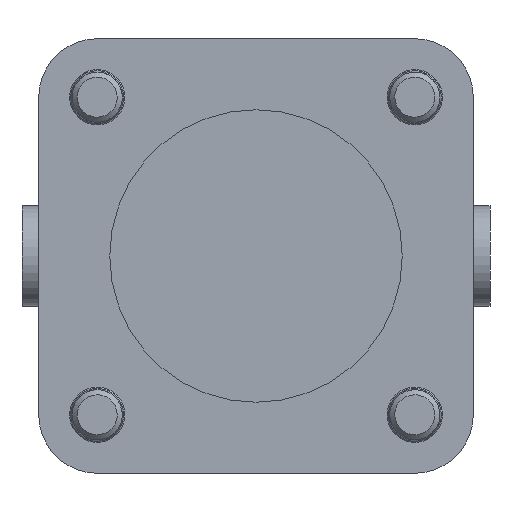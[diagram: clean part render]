
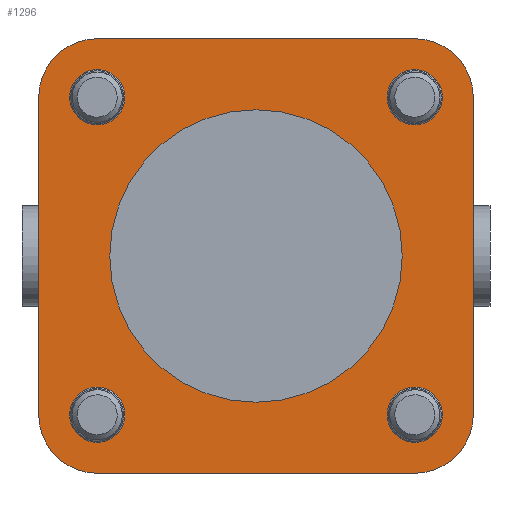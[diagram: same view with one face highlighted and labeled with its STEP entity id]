
A CAD part, front view. The second image highlights one B-rep face of the part: STEP entity #1296.
In plain terms, the highlighted face is planar.
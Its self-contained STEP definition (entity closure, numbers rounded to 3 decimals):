
#227=VECTOR('',#1560,1.);
#228=VECTOR('',#1563,1.);
#229=VECTOR('',#1566,1.);
#230=VECTOR('',#1569,1.);
#323=LINE('',#1917,#227);
#324=LINE('',#1921,#228);
#325=LINE('',#1925,#229);
#326=LINE('',#1929,#230);
#405=VERTEX_POINT('',#1822);
#406=VERTEX_POINT('',#1824);
#443=VERTEX_POINT('',#1915);
#444=VERTEX_POINT('',#1916);
#445=VERTEX_POINT('',#1918);
#446=VERTEX_POINT('',#1920);
#447=VERTEX_POINT('',#1922);
#448=VERTEX_POINT('',#1924);
#449=VERTEX_POINT('',#1926);
#450=VERTEX_POINT('',#1928);
#451=VERTEX_POINT('',#1931);
#452=VERTEX_POINT('',#1932);
#453=VERTEX_POINT('',#1934);
#454=VERTEX_POINT('',#1935);
#455=VERTEX_POINT('',#1937);
#456=VERTEX_POINT('',#1938);
#457=VERTEX_POINT('',#1940);
#458=VERTEX_POINT('',#1941);
#527=CIRCLE('',#1353,17.5);
#536=CIRCLE('',#1372,7.);
#537=CIRCLE('',#1373,7.);
#538=CIRCLE('',#1374,7.);
#539=CIRCLE('',#1375,7.);
#540=CIRCLE('',#1376,3.3);
#541=CIRCLE('',#1377,3.3);
#542=CIRCLE('',#1378,3.3);
#543=CIRCLE('',#1379,3.3);
#591=EDGE_CURVE('',#406,#405,#527,.T.);
#592=EDGE_CURVE('',#405,#406,#527,.T.);
#637=EDGE_CURVE('',#443,#444,#536,.T.);
#638=EDGE_CURVE('',#445,#443,#323,.T.);
#639=EDGE_CURVE('',#446,#445,#537,.T.);
#640=EDGE_CURVE('',#447,#446,#324,.T.);
#641=EDGE_CURVE('',#448,#447,#538,.T.);
#642=EDGE_CURVE('',#449,#448,#325,.T.);
#643=EDGE_CURVE('',#450,#449,#539,.T.);
#644=EDGE_CURVE('',#444,#450,#326,.T.);
#645=EDGE_CURVE('',#451,#452,#540,.T.);
#646=EDGE_CURVE('',#452,#451,#540,.T.);
#647=EDGE_CURVE('',#453,#454,#541,.T.);
#648=EDGE_CURVE('',#454,#453,#541,.T.);
#649=EDGE_CURVE('',#455,#456,#542,.T.);
#650=EDGE_CURVE('',#456,#455,#542,.T.);
#651=EDGE_CURVE('',#457,#458,#543,.T.);
#652=EDGE_CURVE('',#458,#457,#543,.T.);
#833=ORIENTED_EDGE('',*,*,#591,.T.);
#834=ORIENTED_EDGE('',*,*,#592,.T.);
#835=ORIENTED_EDGE('',*,*,#637,.F.);
#836=ORIENTED_EDGE('',*,*,#638,.F.);
#837=ORIENTED_EDGE('',*,*,#639,.F.);
#838=ORIENTED_EDGE('',*,*,#640,.F.);
#839=ORIENTED_EDGE('',*,*,#641,.F.);
#840=ORIENTED_EDGE('',*,*,#642,.F.);
#841=ORIENTED_EDGE('',*,*,#643,.F.);
#842=ORIENTED_EDGE('',*,*,#644,.F.);
#843=ORIENTED_EDGE('',*,*,#645,.T.);
#844=ORIENTED_EDGE('',*,*,#646,.T.);
#845=ORIENTED_EDGE('',*,*,#647,.T.);
#846=ORIENTED_EDGE('',*,*,#648,.T.);
#847=ORIENTED_EDGE('',*,*,#649,.T.);
#848=ORIENTED_EDGE('',*,*,#650,.T.);
#849=ORIENTED_EDGE('',*,*,#651,.T.);
#850=ORIENTED_EDGE('',*,*,#652,.T.);
#1137=EDGE_LOOP('',(#833,#834));
#1138=EDGE_LOOP('',(#835,#836,#837,#838,#839,#840,#841,#842));
#1139=EDGE_LOOP('',(#843,#844));
#1140=EDGE_LOOP('',(#845,#846));
#1141=EDGE_LOOP('',(#847,#848));
#1142=EDGE_LOOP('',(#849,#850));
#1217=FACE_BOUND('',#1137,.T.);
#1218=FACE_BOUND('',#1138,.T.);
#1219=FACE_BOUND('',#1139,.T.);
#1220=FACE_BOUND('',#1140,.T.);
#1221=FACE_BOUND('',#1141,.T.);
#1222=FACE_BOUND('',#1142,.T.);
#1296=ADVANCED_FACE('',(#1217,#1218,#1219,#1220,#1221,#1222),#2201,.F.);
#1353=AXIS2_PLACEMENT_3D('',#1823,#1493,#1494);
#1371=AXIS2_PLACEMENT_3D('',#1913,#1557,$);
#1372=AXIS2_PLACEMENT_3D('',#1914,#1558,#1559);
#1373=AXIS2_PLACEMENT_3D('',#1919,#1561,#1562);
#1374=AXIS2_PLACEMENT_3D('',#1923,#1564,#1565);
#1375=AXIS2_PLACEMENT_3D('',#1927,#1567,#1568);
#1376=AXIS2_PLACEMENT_3D('',#1930,#1570,#1571);
#1377=AXIS2_PLACEMENT_3D('',#1933,#1572,#1573);
#1378=AXIS2_PLACEMENT_3D('',#1936,#1574,#1575);
#1379=AXIS2_PLACEMENT_3D('',#1939,#1576,#1577);
#1493=DIRECTION('',(1.,0.,0.));
#1494=DIRECTION('',(0.,0.,-17.5));
#1557=DIRECTION('',(1.,0.,0.));
#1558=DIRECTION('',(1.,0.,0.));
#1559=DIRECTION('',(0.,0.,-7.));
#1560=DIRECTION('',(0.,1.,0.));
#1561=DIRECTION('',(1.,0.,0.));
#1562=DIRECTION('',(0.,0.,-7.));
#1563=DIRECTION('',(0.,0.,-1.));
#1564=DIRECTION('',(1.,0.,0.));
#1565=DIRECTION('',(0.,0.,-7.));
#1566=DIRECTION('',(0.,-1.,0.));
#1567=DIRECTION('',(1.,0.,0.));
#1568=DIRECTION('',(0.,0.,-7.));
#1569=DIRECTION('',(0.,0.,1.));
#1570=DIRECTION('',(1.,0.,0.));
#1571=DIRECTION('',(0.,0.,-3.3));
#1572=DIRECTION('',(1.,0.,0.));
#1573=DIRECTION('',(0.,0.,-3.3));
#1574=DIRECTION('',(1.,0.,0.));
#1575=DIRECTION('',(0.,0.,-3.3));
#1576=DIRECTION('',(1.,0.,0.));
#1577=DIRECTION('',(0.,0.,-3.3));
#1822=CARTESIAN_POINT('',(0.,0.,17.5));
#1823=CARTESIAN_POINT('',(0.,0.,0.));
#1824=CARTESIAN_POINT('',(0.,0.,-17.5));
#1913=CARTESIAN_POINT('',(0.,-19.,19.));
#1914=CARTESIAN_POINT('',(0.,19.,-19.));
#1915=CARTESIAN_POINT('',(0.,19.,-26.));
#1916=CARTESIAN_POINT('',(0.,26.,-19.));
#1917=CARTESIAN_POINT('',(0.,-19.,-26.));
#1918=CARTESIAN_POINT('',(0.,-19.,-26.));
#1919=CARTESIAN_POINT('',(0.,-19.,-19.));
#1920=CARTESIAN_POINT('',(0.,-26.,-19.));
#1921=CARTESIAN_POINT('',(0.,-26.,19.));
#1922=CARTESIAN_POINT('',(0.,-26.,19.));
#1923=CARTESIAN_POINT('',(0.,-19.,19.));
#1924=CARTESIAN_POINT('',(0.,-19.,26.));
#1925=CARTESIAN_POINT('',(0.,19.,26.));
#1926=CARTESIAN_POINT('',(0.,19.,26.));
#1927=CARTESIAN_POINT('',(0.,19.,19.));
#1928=CARTESIAN_POINT('',(0.,26.,19.));
#1929=CARTESIAN_POINT('',(0.,26.,-19.));
#1930=CARTESIAN_POINT('',(0.,19.,-19.));
#1931=CARTESIAN_POINT('',(0.,19.,-22.3));
#1932=CARTESIAN_POINT('',(0.,19.,-15.7));
#1933=CARTESIAN_POINT('',(0.,19.,19.));
#1934=CARTESIAN_POINT('',(0.,19.,15.7));
#1935=CARTESIAN_POINT('',(0.,19.,22.3));
#1936=CARTESIAN_POINT('',(0.,-19.,-19.));
#1937=CARTESIAN_POINT('',(0.,-19.,-22.3));
#1938=CARTESIAN_POINT('',(0.,-19.,-15.7));
#1939=CARTESIAN_POINT('',(0.,-19.,19.));
#1940=CARTESIAN_POINT('',(0.,-19.,15.7));
#1941=CARTESIAN_POINT('',(0.,-19.,22.3));
#2201=PLANE('',#1371);
